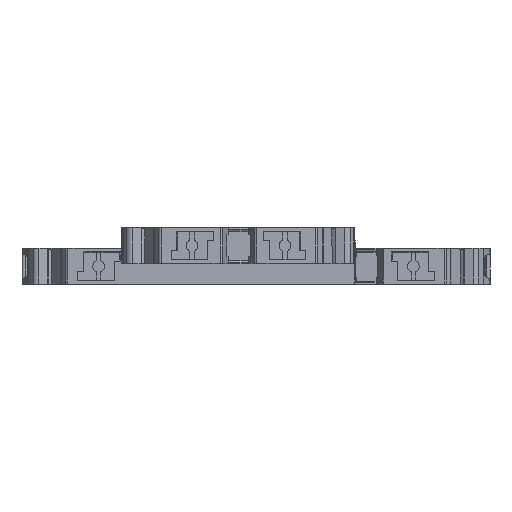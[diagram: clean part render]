
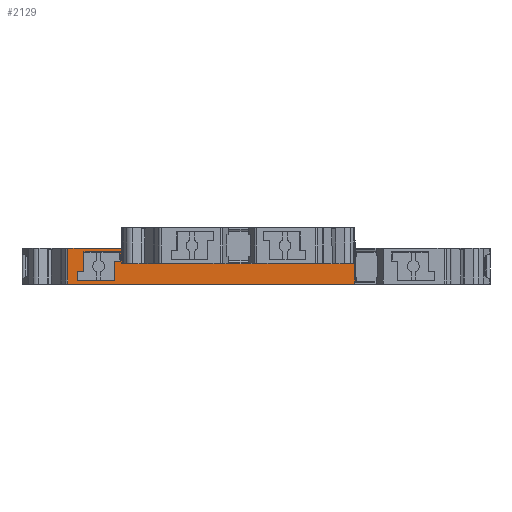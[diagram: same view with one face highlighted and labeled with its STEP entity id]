
A CAD part, top view. The second image highlights one B-rep face of the part: STEP entity #2129.
In plain terms, the highlighted planar face has unit normal (0, 0, 1).
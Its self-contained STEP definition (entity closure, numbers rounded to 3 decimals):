
#481=CARTESIAN_POINT('',(-21.5,4.,30.2));
#482=VERTEX_POINT('',#481);
#489=CARTESIAN_POINT('',(-21.5,6.15,30.2));
#490=VERTEX_POINT('',#489);
#491=CARTESIAN_POINT('',(-21.5,6.15,30.2));
#492=CARTESIAN_POINT('',(-21.5,5.433,30.2));
#493=CARTESIAN_POINT('',(-21.5,4.717,30.2));
#494=CARTESIAN_POINT('',(-21.5,4.,30.2));
#495=B_SPLINE_CURVE_WITH_KNOTS('',3,(#491,#492,#493,#494),.UNSPECIFIED.,.F.,.U.,(4,4),(0.,1.),.UNSPECIFIED.);
#496=EDGE_CURVE('',#490,#482,#495,.T.);
#789=CARTESIAN_POINT('',(18.409,3.5,30.2));
#790=VERTEX_POINT('',#789);
#1240=CARTESIAN_POINT('',(-21.5,3.5,30.2));
#1241=VERTEX_POINT('',#1240);
#1248=CARTESIAN_POINT('',(-21.5,3.5,30.2));
#1249=DIRECTION('',(1.,0.,0.));
#1250=VECTOR('',#1249,39.909);
#1251=LINE('',#1248,#1250);
#1252=EDGE_CURVE('',#1241,#790,#1251,.T.);
#1934=CARTESIAN_POINT('',(-21.5,4.,30.2));
#1935=DIRECTION('',(0.,-1.,0.));
#1936=VECTOR('',#1935,0.5);
#1937=LINE('',#1934,#1936);
#1938=EDGE_CURVE('',#482,#1241,#1937,.T.);
#1943=CARTESIAN_POINT('',(5.55,-8.067,30.2));
#1944=DIRECTION('',(-1.,0.,0.));
#1945=DIRECTION('',(0.,0.,-1.));
#1946=AXIS2_PLACEMENT_3D('',#1943,#1945,#1944);
#1947=PLANE('',#1946);
#1948=CARTESIAN_POINT('',(-30.702,0.,30.2));
#1949=VERTEX_POINT('',#1948);
#1950=CARTESIAN_POINT('',(-30.702,6.15,30.2));
#1951=VERTEX_POINT('',#1950);
#1952=CARTESIAN_POINT('',(-30.702,0.,30.2));
#1953=DIRECTION('',(0.,1.,0.));
#1954=VECTOR('',#1953,6.15);
#1955=LINE('',#1952,#1954);
#1956=EDGE_CURVE('',#1949,#1951,#1955,.T.);
#1957=ORIENTED_EDGE('E281',*,*,#1956,.T.);
#1958=CARTESIAN_POINT('',(-30.702,6.15,30.2));
#1959=DIRECTION('',(1.,0.,0.));
#1960=VECTOR('',#1959,9.202);
#1961=LINE('',#1958,#1960);
#1962=EDGE_CURVE('',#1951,#490,#1961,.T.);
#1963=ORIENTED_EDGE('E1631',*,*,#1962,.T.);
#1964=ORIENTED_EDGE('E1631',*,*,#496,.T.);
#1965=ORIENTED_EDGE('E1631',*,*,#1938,.T.);
#1966=ORIENTED_EDGE('E1631',*,*,#1252,.T.);
#1967=CARTESIAN_POINT('',(18.409,0.,30.2));
#1968=VERTEX_POINT('',#1967);
#1969=CARTESIAN_POINT('',(18.409,3.5,30.2));
#1970=DIRECTION('',(0.,-1.,0.));
#1971=VECTOR('',#1970,3.5);
#1972=LINE('',#1969,#1971);
#1973=EDGE_CURVE('',#790,#1968,#1972,.T.);
#1974=ORIENTED_EDGE('E1257',*,*,#1973,.T.);
#1975=CARTESIAN_POINT('',(18.409,0.,30.2));
#1976=DIRECTION('',(-1.,0.,0.));
#1977=VECTOR('',#1976,49.111);
#1978=LINE('',#1975,#1977);
#1979=EDGE_CURVE('',#1968,#1949,#1978,.T.);
#1980=ORIENTED_EDGE('E1422',*,*,#1979,.T.);
#1981=EDGE_LOOP('',(#1957,#1963,#1964,#1965,#1966,#1974,#1980));
#1982=FACE_OUTER_BOUND('',#1981,.F.);
#1983=CARTESIAN_POINT('',(-28.05,2.2,30.2));
#1984=VERTEX_POINT('',#1983);
#1985=CARTESIAN_POINT('',(-28.15,2.2,30.2));
#1986=VERTEX_POINT('',#1985);
#1987=CARTESIAN_POINT('',(-28.05,2.2,30.2));
#1988=DIRECTION('',(-1.,0.,0.));
#1989=VECTOR('',#1988,0.1);
#1990=LINE('',#1987,#1989);
#1991=EDGE_CURVE('',#1984,#1986,#1990,.T.);
#1992=ORIENTED_EDGE('E411',*,*,#1991,.T.);
#1993=CARTESIAN_POINT('',(-28.95,2.2,30.2));
#1994=VERTEX_POINT('',#1993);
#1995=CARTESIAN_POINT('',(-28.95,2.2,30.2));
#1996=DIRECTION('',(1.,0.,0.));
#1997=VECTOR('',#1996,0.8);
#1998=LINE('',#1995,#1997);
#1999=EDGE_CURVE('',#1994,#1986,#1998,.T.);
#2000=ORIENTED_EDGE('E412',*,*,#1999,.F.);
#2001=CARTESIAN_POINT('',(-29.05,2.2,30.2));
#2002=VERTEX_POINT('',#2001);
#2003=CARTESIAN_POINT('',(-29.05,2.2,30.2));
#2004=DIRECTION('',(1.,0.,0.));
#2005=VECTOR('',#2004,0.1);
#2006=LINE('',#2003,#2005);
#2007=EDGE_CURVE('',#2002,#1994,#2006,.T.);
#2008=ORIENTED_EDGE('E413',*,*,#2007,.F.);
#2009=CARTESIAN_POINT('',(-29.05,0.6,30.2));
#2010=VERTEX_POINT('',#2009);
#2011=CARTESIAN_POINT('',(-29.05,0.6,30.2));
#2012=DIRECTION('',(0.,1.,0.));
#2013=VECTOR('',#2012,1.6);
#2014=LINE('',#2011,#2013);
#2015=EDGE_CURVE('',#2010,#2002,#2014,.T.);
#2016=ORIENTED_EDGE('E414',*,*,#2015,.F.);
#2017=CARTESIAN_POINT('',(-28.95,0.6,30.2));
#2018=VERTEX_POINT('',#2017);
#2019=CARTESIAN_POINT('',(-28.95,0.6,30.2));
#2020=DIRECTION('',(-1.,0.,0.));
#2021=VECTOR('',#2020,0.1);
#2022=LINE('',#2019,#2021);
#2023=EDGE_CURVE('',#2018,#2010,#2022,.T.);
#2024=ORIENTED_EDGE('E415',*,*,#2023,.F.);
#2025=CARTESIAN_POINT('',(-22.85,0.6,30.2));
#2026=VERTEX_POINT('',#2025);
#2027=CARTESIAN_POINT('',(-28.95,0.6,30.2));
#2028=DIRECTION('',(1.,0.,0.));
#2029=VECTOR('',#2028,6.1);
#2030=LINE('',#2027,#2029);
#2031=EDGE_CURVE('',#2018,#2026,#2030,.T.);
#2032=ORIENTED_EDGE('E416',*,*,#2031,.T.);
#2033=CARTESIAN_POINT('',(-22.75,0.6,30.2));
#2034=VERTEX_POINT('',#2033);
#2035=CARTESIAN_POINT('',(-22.75,0.6,30.2));
#2036=DIRECTION('',(-1.,0.,0.));
#2037=VECTOR('',#2036,0.1);
#2038=LINE('',#2035,#2037);
#2039=EDGE_CURVE('',#2034,#2026,#2038,.T.);
#2040=ORIENTED_EDGE('E417',*,*,#2039,.F.);
#2041=CARTESIAN_POINT('',(-22.75,3.9,30.2));
#2042=VERTEX_POINT('',#2041);
#2043=CARTESIAN_POINT('',(-22.75,0.6,30.2));
#2044=DIRECTION('',(0.,1.,0.));
#2045=VECTOR('',#2044,3.3);
#2046=LINE('',#2043,#2045);
#2047=EDGE_CURVE('',#2034,#2042,#2046,.T.);
#2048=ORIENTED_EDGE('E418',*,*,#2047,.T.);
#2049=CARTESIAN_POINT('',(-22.65,3.9,30.2));
#2050=VERTEX_POINT('',#2049);
#2051=CARTESIAN_POINT('',(-22.75,3.9,30.2));
#2052=DIRECTION('',(1.,0.,0.));
#2053=VECTOR('',#2052,0.1);
#2054=LINE('',#2051,#2053);
#2055=EDGE_CURVE('',#2042,#2050,#2054,.T.);
#2056=ORIENTED_EDGE('E401',*,*,#2055,.T.);
#2057=CARTESIAN_POINT('',(-21.85,3.9,30.2));
#2058=VERTEX_POINT('',#2057);
#2059=CARTESIAN_POINT('',(-21.85,3.9,30.2));
#2060=DIRECTION('',(-1.,0.,0.));
#2061=VECTOR('',#2060,0.8);
#2062=LINE('',#2059,#2061);
#2063=EDGE_CURVE('',#2058,#2050,#2062,.T.);
#2064=ORIENTED_EDGE('E402',*,*,#2063,.F.);
#2065=CARTESIAN_POINT('',(-21.75,3.9,30.2));
#2066=VERTEX_POINT('',#2065);
#2067=CARTESIAN_POINT('',(-21.75,3.9,30.2));
#2068=DIRECTION('',(-1.,0.,0.));
#2069=VECTOR('',#2068,0.1);
#2070=LINE('',#2067,#2069);
#2071=EDGE_CURVE('',#2066,#2058,#2070,.T.);
#2072=ORIENTED_EDGE('E403',*,*,#2071,.F.);
#2073=CARTESIAN_POINT('',(-21.75,5.5,30.2));
#2074=VERTEX_POINT('',#2073);
#2075=CARTESIAN_POINT('',(-21.75,3.9,30.2));
#2076=DIRECTION('',(0.,1.,0.));
#2077=VECTOR('',#2076,1.6);
#2078=LINE('',#2075,#2077);
#2079=EDGE_CURVE('',#2066,#2074,#2078,.T.);
#2080=ORIENTED_EDGE('E404',*,*,#2079,.T.);
#2081=CARTESIAN_POINT('',(-21.85,5.5,30.2));
#2082=VERTEX_POINT('',#2081);
#2083=CARTESIAN_POINT('',(-21.85,5.5,30.2));
#2084=DIRECTION('',(1.,0.,0.));
#2085=VECTOR('',#2084,0.1);
#2086=LINE('',#2083,#2085);
#2087=EDGE_CURVE('',#2082,#2074,#2086,.T.);
#2088=ORIENTED_EDGE('E405',*,*,#2087,.F.);
#2089=CARTESIAN_POINT('',(-27.95,5.5,30.2));
#2090=VERTEX_POINT('',#2089);
#2091=CARTESIAN_POINT('',(-21.85,5.5,30.2));
#2092=DIRECTION('',(-1.,0.,0.));
#2093=VECTOR('',#2092,6.1);
#2094=LINE('',#2091,#2093);
#2095=EDGE_CURVE('',#2082,#2090,#2094,.T.);
#2096=ORIENTED_EDGE('E406',*,*,#2095,.T.);
#2097=CARTESIAN_POINT('',(-28.05,5.5,30.2));
#2098=VERTEX_POINT('',#2097);
#2099=CARTESIAN_POINT('',(-28.05,5.5,30.2));
#2100=DIRECTION('',(1.,0.,0.));
#2101=VECTOR('',#2100,0.1);
#2102=LINE('',#2099,#2101);
#2103=EDGE_CURVE('',#2098,#2090,#2102,.T.);
#2104=ORIENTED_EDGE('E407',*,*,#2103,.F.);
#2105=CARTESIAN_POINT('',(-28.05,5.4,30.2));
#2106=VERTEX_POINT('',#2105);
#2107=CARTESIAN_POINT('',(-28.05,5.4,30.2));
#2108=DIRECTION('',(0.,1.,0.));
#2109=VECTOR('',#2108,0.1);
#2110=LINE('',#2107,#2109);
#2111=EDGE_CURVE('',#2106,#2098,#2110,.T.);
#2112=ORIENTED_EDGE('E408',*,*,#2111,.F.);
#2113=CARTESIAN_POINT('',(-28.05,3.55,30.2));
#2114=VERTEX_POINT('',#2113);
#2115=CARTESIAN_POINT('',(-28.05,3.55,30.2));
#2116=DIRECTION('',(0.,1.,0.));
#2117=VECTOR('',#2116,1.85);
#2118=LINE('',#2115,#2117);
#2119=EDGE_CURVE('',#2114,#2106,#2118,.T.);
#2120=ORIENTED_EDGE('E409',*,*,#2119,.F.);
#2121=CARTESIAN_POINT('',(-28.05,3.55,30.2));
#2122=DIRECTION('',(0.,-1.,0.));
#2123=VECTOR('',#2122,1.35);
#2124=LINE('',#2121,#2123);
#2125=EDGE_CURVE('',#2114,#1984,#2124,.T.);
#2126=ORIENTED_EDGE('E410',*,*,#2125,.T.);
#2127=EDGE_LOOP('',(#1992,#2000,#2008,#2016,#2024,#2032,#2040,#2048,#2056,#2064,#2072,#2080,#2088,#2096,#2104,#2112,#2120,#2126));
#2128=FACE_BOUND('',#2127,.F.);
#2129=ADVANCED_FACE('F95',(#1982,#2128),#1947,.F.);
